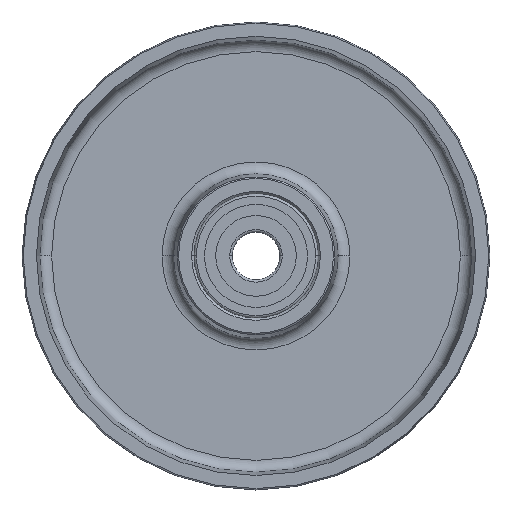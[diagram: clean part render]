
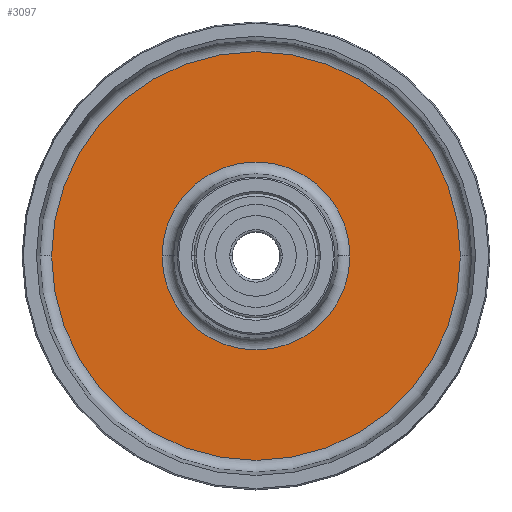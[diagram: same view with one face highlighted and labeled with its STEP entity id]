
A CAD part, top view. The second image highlights one B-rep face of the part: STEP entity #3097.
In plain terms, the highlighted planar face has unit normal (0, 0, 1).
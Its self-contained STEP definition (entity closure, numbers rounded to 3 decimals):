
#182 = EDGE_LOOP ( 'NONE', ( #1534, #4035 ) ) ;
#296 = DIRECTION ( 'NONE',  ( 1., 0., 0. ) ) ;
#373 = FACE_BOUND ( 'NONE', #182, .T. ) ;
#691 = CARTESIAN_POINT ( 'NONE',  ( 0., 0., 3.5 ) ) ;
#846 = CARTESIAN_POINT ( 'NONE',  ( 0., 0., 3.5 ) ) ;
#1034 = EDGE_CURVE ( 'NONE', #3758, #2585, #2724, .T. ) ;
#1312 = DIRECTION ( 'NONE',  ( 1., 0., 0. ) ) ;
#1373 = CARTESIAN_POINT ( 'NONE',  ( 0., 0., 3.5 ) ) ;
#1380 = CARTESIAN_POINT ( 'NONE',  ( -85.625, 0., 3.5 ) ) ;
#1406 = DIRECTION ( 'NONE',  ( -1., 0., 0. ) ) ;
#1454 = CIRCLE ( 'NONE', #3897, 39.375 ) ;
#1534 = ORIENTED_EDGE ( 'NONE', *, *, #1034, .F. ) ;
#1547 = DIRECTION ( 'NONE',  ( 0., 0., 1. ) ) ;
#1798 = CIRCLE ( 'NONE', #3034, 85.625 ) ;
#1849 = EDGE_CURVE ( 'NONE', #5116, #3006, #1798, .T. ) ;
#2194 = AXIS2_PLACEMENT_3D ( 'NONE', #3477, #5744, #296 ) ;
#2485 = DIRECTION ( 'NONE',  ( 1., 0., 0. ) ) ;
#2585 = VERTEX_POINT ( 'NONE', #4503 ) ;
#2590 = DIRECTION ( 'NONE',  ( 0., 0., 1. ) ) ;
#2617 = FACE_OUTER_BOUND ( 'NONE', #4115, .T. ) ;
#2724 = CIRCLE ( 'NONE', #5475, 39.375 ) ;
#2961 = CIRCLE ( 'NONE', #2194, 85.625 ) ;
#3006 = VERTEX_POINT ( 'NONE', #4744 ) ;
#3010 = EDGE_CURVE ( 'NONE', #2585, #3758, #1454, .T. ) ;
#3034 = AXIS2_PLACEMENT_3D ( 'NONE', #846, #5379, #1312 ) ;
#3097 = ADVANCED_FACE ( 'NONE', ( #373, #2617 ), #3941, .F. ) ;
#3098 = ORIENTED_EDGE ( 'NONE', *, *, #1849, .T. ) ;
#3270 = CARTESIAN_POINT ( 'NONE',  ( 39.375, 0., 3.5 ) ) ;
#3477 = CARTESIAN_POINT ( 'NONE',  ( 0., 0., 3.5 ) ) ;
#3758 = VERTEX_POINT ( 'NONE', #3270 ) ;
#3897 = AXIS2_PLACEMENT_3D ( 'NONE', #691, #1547, #2485 ) ;
#3941 = PLANE ( 'NONE',  #4197 ) ;
#4008 = ORIENTED_EDGE ( 'NONE', *, *, #5723, .T. ) ;
#4035 = ORIENTED_EDGE ( 'NONE', *, *, #3010, .F. ) ;
#4115 = EDGE_LOOP ( 'NONE', ( #3098, #4008 ) ) ;
#4197 = AXIS2_PLACEMENT_3D ( 'NONE', #1380, #4678, #1406 ) ;
#4397 = DIRECTION ( 'NONE',  ( 1., 0., 0. ) ) ;
#4503 = CARTESIAN_POINT ( 'NONE',  ( -39.375, 0., 3.5 ) ) ;
#4678 = DIRECTION ( 'NONE',  ( 0., 0., -1. ) ) ;
#4744 = CARTESIAN_POINT ( 'NONE',  ( -85.625, 0., 3.5 ) ) ;
#5116 = VERTEX_POINT ( 'NONE', #5768 ) ;
#5379 = DIRECTION ( 'NONE',  ( 0., 0., 1. ) ) ;
#5475 = AXIS2_PLACEMENT_3D ( 'NONE', #1373, #2590, #4397 ) ;
#5723 = EDGE_CURVE ( 'NONE', #3006, #5116, #2961, .T. ) ;
#5744 = DIRECTION ( 'NONE',  ( 0., 0., 1. ) ) ;
#5768 = CARTESIAN_POINT ( 'NONE',  ( 85.625, 0., 3.5 ) ) ;
